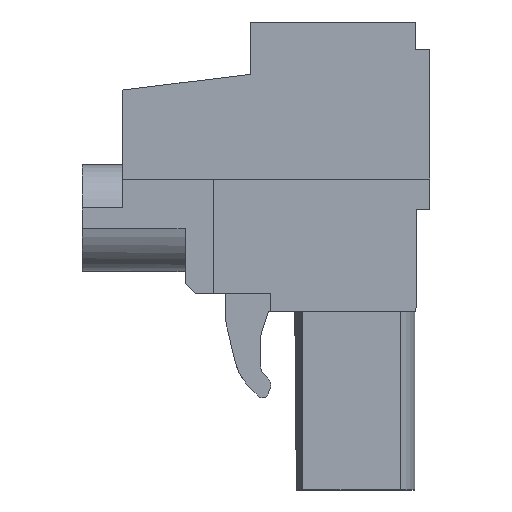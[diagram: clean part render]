
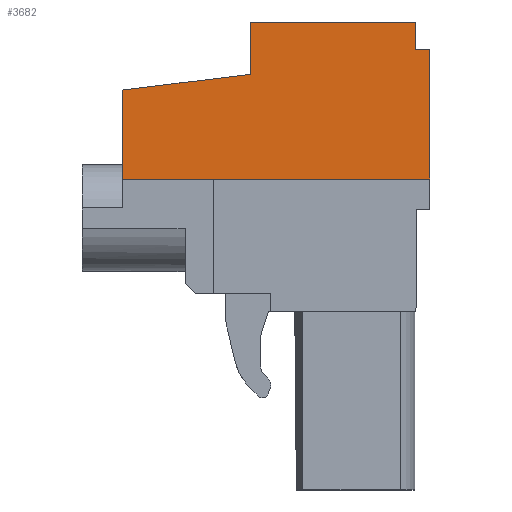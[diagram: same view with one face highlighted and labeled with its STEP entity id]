
A CAD part, left-side view. The second image highlights one B-rep face of the part: STEP entity #3682.
In plain terms, the highlighted planar face has unit normal (-1, 0, 0).
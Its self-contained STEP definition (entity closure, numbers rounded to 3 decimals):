
#3630=AXIS2_PLACEMENT_3D('Plane Axis2P3D',#3627,#3628,#3629) ;
#433=CARTESIAN_POINT('Vertex',(0.,0.,21.9)) ;
#436=CARTESIAN_POINT('Line Origine',(0.,0.,18.675)) ;
#440=CARTESIAN_POINT('Vertex',(0.,0.,15.45)) ;
#3611=CARTESIAN_POINT('Vertex',(0.,0.7,21.9)) ;
#3614=CARTESIAN_POINT('Line Origine',(0.,0.35,21.9)) ;
#3627=CARTESIAN_POINT('Axis2P3D Location',(0.,0.,0.)) ;
#3632=CARTESIAN_POINT('Line Origine',(0.,0.7,22.575)) ;
#3636=CARTESIAN_POINT('Vertex',(0.,0.7,23.25)) ;
#3639=CARTESIAN_POINT('Line Origine',(0.,4.8,23.25)) ;
#3643=CARTESIAN_POINT('Vertex',(0.,8.9,23.25)) ;
#3646=CARTESIAN_POINT('Line Origine',(0.,8.9,21.95)) ;
#3650=CARTESIAN_POINT('Vertex',(0.,8.9,20.65)) ;
#3653=CARTESIAN_POINT('Line Origine',(0.,12.075,20.26)) ;
#3657=CARTESIAN_POINT('Vertex',(0.,15.25,19.87)) ;
#3660=CARTESIAN_POINT('Line Origine',(0.,15.25,17.66)) ;
#3664=CARTESIAN_POINT('Vertex',(0.,15.25,15.45)) ;
#3667=CARTESIAN_POINT('Line Origine',(0.,7.625,15.45)) ;
#437=DIRECTION('Vector Direction',(0.,0.,-1.)) ;
#3615=DIRECTION('Vector Direction',(0.,-1.,0.)) ;
#3628=DIRECTION('Axis2P3D Direction',(-1.,0.,0.)) ;
#3629=DIRECTION('Axis2P3D XDirection',(0.,0.,1.)) ;
#3633=DIRECTION('Vector Direction',(0.,0.,-1.)) ;
#3640=DIRECTION('Vector Direction',(0.,-1.,0.)) ;
#3647=DIRECTION('Vector Direction',(0.,0.,1.)) ;
#3654=DIRECTION('Vector Direction',(0.,-0.993,0.122)) ;
#3661=DIRECTION('Vector Direction',(0.,0.,-1.)) ;
#3668=DIRECTION('Vector Direction',(0.,-1.,0.)) ;
#438=VECTOR('Line Direction',#437,1.) ;
#3616=VECTOR('Line Direction',#3615,1.) ;
#3634=VECTOR('Line Direction',#3633,1.) ;
#3641=VECTOR('Line Direction',#3640,1.) ;
#3648=VECTOR('Line Direction',#3647,1.) ;
#3655=VECTOR('Line Direction',#3654,1.) ;
#3662=VECTOR('Line Direction',#3661,1.) ;
#3669=VECTOR('Line Direction',#3668,1.) ;
#3673=ORIENTED_EDGE('',*,*,#442,.T.) ;
#3674=ORIENTED_EDGE('',*,*,#3618,.T.) ;
#3675=ORIENTED_EDGE('',*,*,#3638,.T.) ;
#3676=ORIENTED_EDGE('',*,*,#3645,.T.) ;
#3677=ORIENTED_EDGE('',*,*,#3652,.T.) ;
#3678=ORIENTED_EDGE('',*,*,#3659,.T.) ;
#3679=ORIENTED_EDGE('',*,*,#3666,.T.) ;
#3680=ORIENTED_EDGE('',*,*,#3671,.F.) ;
#3682=ADVANCED_FACE('HOUSING',(#3681),#3631,.T.) ;
#442=EDGE_CURVE('',#441,#434,#439,.F.) ;
#3618=EDGE_CURVE('',#434,#3612,#3617,.F.) ;
#3638=EDGE_CURVE('',#3612,#3637,#3635,.F.) ;
#3645=EDGE_CURVE('',#3637,#3644,#3642,.F.) ;
#3652=EDGE_CURVE('',#3644,#3651,#3649,.F.) ;
#3659=EDGE_CURVE('',#3651,#3658,#3656,.F.) ;
#3666=EDGE_CURVE('',#3658,#3665,#3663,.T.) ;
#3671=EDGE_CURVE('',#441,#3665,#3670,.F.) ;
#3672=EDGE_LOOP('',(#3673,#3674,#3675,#3676,#3677,#3678,#3679,#3680)) ;
#3681=FACE_OUTER_BOUND('',#3672,.T.) ;
#439=LINE('Line',#436,#438) ;
#3617=LINE('Line',#3614,#3616) ;
#3635=LINE('Line',#3632,#3634) ;
#3642=LINE('Line',#3639,#3641) ;
#3649=LINE('Line',#3646,#3648) ;
#3656=LINE('Line',#3653,#3655) ;
#3663=LINE('Line',#3660,#3662) ;
#3670=LINE('Line',#3667,#3669) ;
#3631=PLANE('',#3630) ;
#434=VERTEX_POINT('',#433) ;
#441=VERTEX_POINT('',#440) ;
#3612=VERTEX_POINT('',#3611) ;
#3637=VERTEX_POINT('',#3636) ;
#3644=VERTEX_POINT('',#3643) ;
#3651=VERTEX_POINT('',#3650) ;
#3658=VERTEX_POINT('',#3657) ;
#3665=VERTEX_POINT('',#3664) ;
